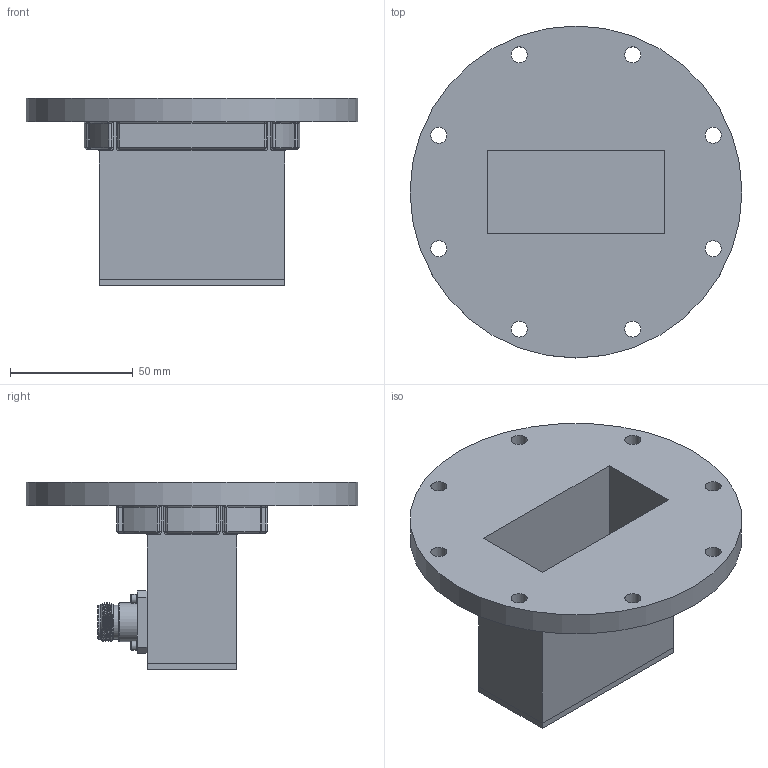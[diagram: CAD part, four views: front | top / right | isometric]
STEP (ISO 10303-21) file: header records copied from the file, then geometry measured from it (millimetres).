
FILE_DESCRIPTION (( 'STEP AP203' ), '1' );
FILE_NAME ('FMWCA1063_3D.step', '2021-09-03T16:00:16', ( '' ), ( '' ), 'SwSTEP 2.0', 'SolidWorks 2021', '' );
FILE_SCHEMA (( 'CONFIG_CONTROL_DESIGN' ));
Length unit declared in the file: inch
Products named in the file (1): FMWCA1063_3D
Bounding box: 134.95 x 134.95 x 76.2 mm (x, y, z)
Volume: 170029.8 mm3; surface area: 66791 mm2
Topology: 1 solids, 1 shells, 329 faces, 739 edges, 416 vertices
Faces by surface type: cylinder 115, plane 104, torus 47, cone 43, sphere 16, bspline 4
Full cylindrical faces by diameter (mm): 3.658 x4, 3.856 x4, 6.528 x8, 8.382 x1, 13.971 x2, 15.875 x1, 134.95 x1
Entity records: 9861 total; most frequent: CARTESIAN_POINT 2759, DIRECTION 1569, ORIENTED_EDGE 1340, EDGE_CURVE 670, AXIS2_PLACEMENT_3D 635, VERTEX_POINT 403, EDGE_LOOP 401, FACE_OUTER_BOUND 348
